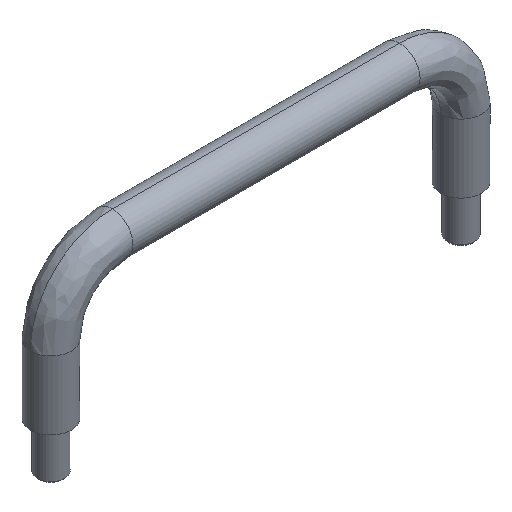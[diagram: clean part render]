
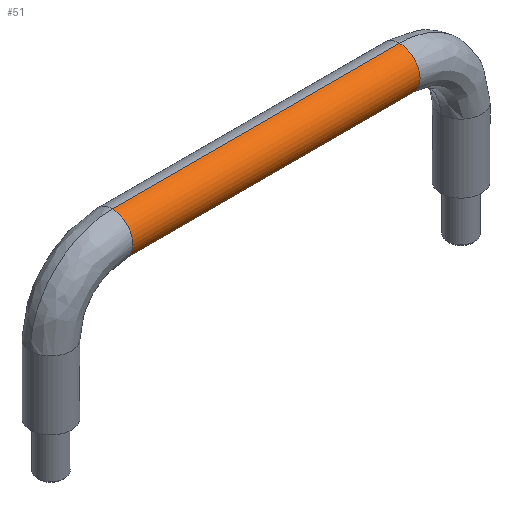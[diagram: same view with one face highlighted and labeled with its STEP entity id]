
A CAD part, isometric view. The second image highlights one B-rep face of the part: STEP entity #51.
In plain terms, the highlighted cylindrical face has radius 3 mm (diameter 6 mm), a partial arc.
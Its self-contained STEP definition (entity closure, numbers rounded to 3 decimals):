
#51=ADVANCED_FACE('',(#175),#174,.T.);
#174=CYLINDRICAL_SURFACE('',#524,3.);
#175=FACE_OUTER_BOUND('',#525,.T.);
#521=CARTESIAN_POINT('',(0.,0.,3.));
#522=DIRECTION('',(-1.,0.,0.));
#523=DIRECTION('',(0.,0.,1.));
#524=AXIS2_PLACEMENT_3D('',#521,#522,#523);
#525=EDGE_LOOP('',(#640,#641,#642,#643));
#640=ORIENTED_EDGE('',*,*,#684,.T.);
#641=ORIENTED_EDGE('',*,*,#710,.T.);
#642=ORIENTED_EDGE('',*,*,#698,.F.);
#643=ORIENTED_EDGE('',*,*,#711,.F.);
#684=EDGE_CURVE('',#726,#727,#728,.T.);
#698=EDGE_CURVE('',#816,#823,#824,.T.);
#710=EDGE_CURVE('',#727,#823,#902,.T.);
#711=EDGE_CURVE('',#726,#816,#908,.T.);
#726=VERTEX_POINT('',#1002);
#727=VERTEX_POINT('',#1003);
#728=CIRCLE('',#1007,3.);
#816=VERTEX_POINT('',#1067);
#823=VERTEX_POINT('',#1072);
#824=CIRCLE('',#1076,3.);
#902=(BOUNDED_CURVE() B_SPLINE_CURVE(1,(#1124,#1125),.UNSPECIFIED.,.F.,.F.) B_SPLINE_CURVE_WITH_KNOTS((2,2),(0.083,0.917),.UNSPECIFIED.) CURVE() GEOMETRIC_REPRESENTATION_ITEM() RATIONAL_B_SPLINE_CURVE((1.,1.)) REPRESENTATION_ITEM('') );
#908=(BOUNDED_CURVE() B_SPLINE_CURVE(1,(#1126,#1127),.UNSPECIFIED.,.F.,.F.) B_SPLINE_CURVE_WITH_KNOTS((2,2),(0.083,0.917),.UNSPECIFIED.) CURVE() GEOMETRIC_REPRESENTATION_ITEM() RATIONAL_B_SPLINE_CURVE((0.75,0.75)) REPRESENTATION_ITEM('') );
#1002=CARTESIAN_POINT('',(21.,0.,0.));
#1003=CARTESIAN_POINT('',(21.,0.,6.));
#1004=CARTESIAN_POINT('',(21.,0.,3.));
#1005=DIRECTION('',(-1.,0.,0.));
#1006=DIRECTION('',(0.,0.,1.));
#1007=AXIS2_PLACEMENT_3D('',#1004,#1005,#1006);
#1067=CARTESIAN_POINT('',(-21.,0.,0.));
#1072=CARTESIAN_POINT('',(-21.,0.,6.));
#1073=CARTESIAN_POINT('',(-21.,0.,3.));
#1074=DIRECTION('',(-1.,0.,0.));
#1075=DIRECTION('',(0.,0.,1.));
#1076=AXIS2_PLACEMENT_3D('',#1073,#1074,#1075);
#1124=CARTESIAN_POINT('',(21.,0.,6.));
#1125=CARTESIAN_POINT('',(-21.,0.,6.));
#1126=CARTESIAN_POINT('',(21.,0.,0.));
#1127=CARTESIAN_POINT('',(-21.,0.,0.));
